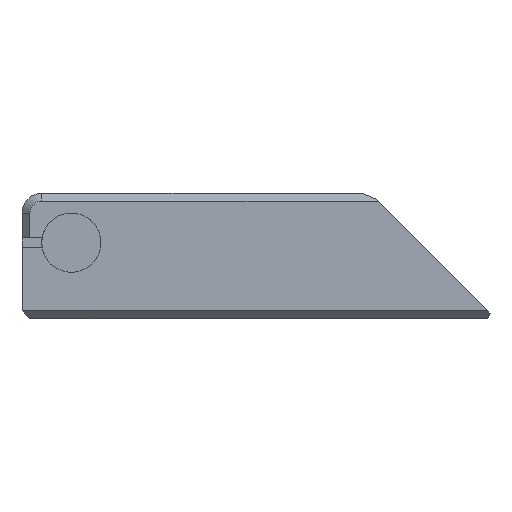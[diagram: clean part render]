
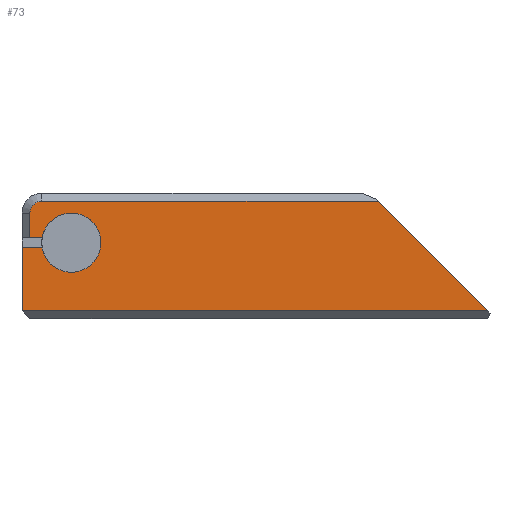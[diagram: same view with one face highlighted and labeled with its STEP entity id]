
A CAD part, left-side view. The second image highlights one B-rep face of the part: STEP entity #73.
In plain terms, the highlighted planar face has unit normal (-1, 0, 0).
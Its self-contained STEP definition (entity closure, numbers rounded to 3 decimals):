
#21 = EDGE_CURVE('',#22,#24,#26,.T.);
#22 = VERTEX_POINT('',#23);
#23 = CARTESIAN_POINT('',(-11.,11.6,4.1));
#24 = VERTEX_POINT('',#25);
#25 = CARTESIAN_POINT('',(-11.,10.979,4.1));
#26 = LINE('',#27,#28);
#27 = CARTESIAN_POINT('',(-11.,12.,4.1));
#28 = VECTOR('',#29,1.);
#29 = DIRECTION('',(0.,-1.,0.));
#73 = ADVANCED_FACE('',(#74),#141,.F.);
#74 = FACE_BOUND('',#75,.F.);
#75 = EDGE_LOOP('',(#76,#77,#85,#94,#102,#110,#118,#126,#134));
#76 = ORIENTED_EDGE('',*,*,#21,.F.);
#77 = ORIENTED_EDGE('',*,*,#78,.T.);
#78 = EDGE_CURVE('',#22,#79,#81,.T.);
#79 = VERTEX_POINT('',#80);
#80 = CARTESIAN_POINT('',(-11.,11.6,5.35));
#81 = LINE('',#82,#83);
#82 = CARTESIAN_POINT('',(-11.,11.6,4.1));
#83 = VECTOR('',#84,1.);
#84 = DIRECTION('',(0.,0.,1.));
#85 = ORIENTED_EDGE('',*,*,#86,.T.);
#86 = EDGE_CURVE('',#79,#87,#89,.T.);
#87 = VERTEX_POINT('',#88);
#88 = CARTESIAN_POINT('',(-11.,11.,5.95));
#89 = CIRCLE('',#90,0.6);
#90 = AXIS2_PLACEMENT_3D('',#91,#92,#93);
#91 = CARTESIAN_POINT('',(-11.,11.,5.35));
#92 = DIRECTION('',(1.,0.,0.));
#93 = DIRECTION('',(0.,1.,0.));
#94 = ORIENTED_EDGE('',*,*,#95,.T.);
#95 = EDGE_CURVE('',#87,#96,#98,.T.);
#96 = VERTEX_POINT('',#97);
#97 = CARTESIAN_POINT('',(-11.,-6.05,5.95));
#98 = LINE('',#99,#100);
#99 = CARTESIAN_POINT('',(-11.,11.,5.95));
#100 = VECTOR('',#101,1.);
#101 = DIRECTION('',(0.,-1.,0.));
#102 = ORIENTED_EDGE('',*,*,#103,.T.);
#103 = EDGE_CURVE('',#96,#104,#106,.T.);
#104 = VERTEX_POINT('',#105);
#105 = CARTESIAN_POINT('',(-11.,-11.6,0.4));
#106 = LINE('',#107,#108);
#107 = CARTESIAN_POINT('',(-11.,-5.65,6.35));
#108 = VECTOR('',#109,1.);
#109 = DIRECTION('',(0.,-0.707,-0.707)
  );
#110 = ORIENTED_EDGE('',*,*,#111,.T.);
#111 = EDGE_CURVE('',#104,#112,#114,.T.);
#112 = VERTEX_POINT('',#113);
#113 = CARTESIAN_POINT('',(-11.,12.,0.4));
#114 = LINE('',#115,#116);
#115 = CARTESIAN_POINT('',(-11.,-12.,0.4));
#116 = VECTOR('',#117,1.);
#117 = DIRECTION('',(0.,1.,0.));
#118 = ORIENTED_EDGE('',*,*,#119,.T.);
#119 = EDGE_CURVE('',#112,#120,#122,.T.);
#120 = VERTEX_POINT('',#121);
#121 = CARTESIAN_POINT('',(-11.,12.,3.6));
#122 = LINE('',#123,#124);
#123 = CARTESIAN_POINT('',(-11.,12.,0.));
#124 = VECTOR('',#125,1.);
#125 = DIRECTION('',(0.,0.,1.));
#126 = ORIENTED_EDGE('',*,*,#127,.F.);
#127 = EDGE_CURVE('',#128,#120,#130,.T.);
#128 = VERTEX_POINT('',#129);
#129 = CARTESIAN_POINT('',(-11.,10.979,3.6));
#130 = LINE('',#131,#132);
#131 = CARTESIAN_POINT('',(-11.,10.,3.6));
#132 = VECTOR('',#133,1.);
#133 = DIRECTION('',(0.,1.,0.));
#134 = ORIENTED_EDGE('',*,*,#135,.F.);
#135 = EDGE_CURVE('',#24,#128,#136,.T.);
#136 = CIRCLE('',#137,1.5);
#137 = AXIS2_PLACEMENT_3D('',#138,#139,#140);
#138 = CARTESIAN_POINT('',(-11.,9.5,3.85));
#139 = DIRECTION('',(1.,0.,0.));
#140 = DIRECTION('',(0.,1.,0.));
#141 = PLANE('',#142);
#142 = AXIS2_PLACEMENT_3D('',#143,#144,#145);
#143 = CARTESIAN_POINT('',(-11.,0.841,2.792));
#144 = DIRECTION('',(1.,0.,0.));
#145 = DIRECTION('',(0.,0.,1.));
